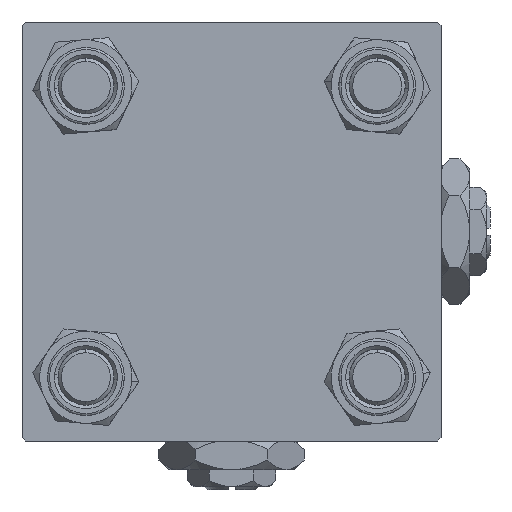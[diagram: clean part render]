
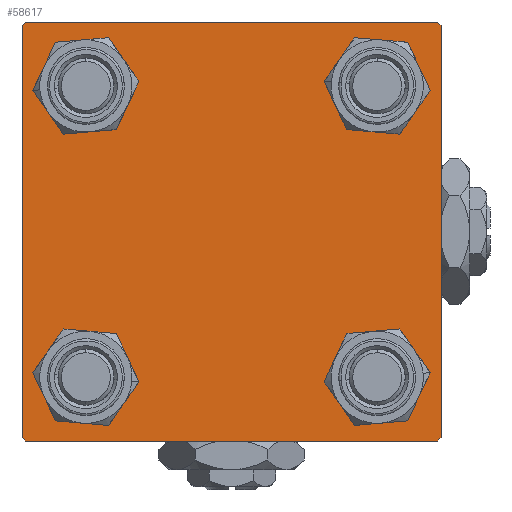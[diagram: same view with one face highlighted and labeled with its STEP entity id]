
A CAD part, left-side view. The second image highlights one B-rep face of the part: STEP entity #58617.
In plain terms, the highlighted planar face has unit normal (-1, 0, 0).
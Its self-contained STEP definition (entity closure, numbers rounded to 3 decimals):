
#91 = FACE_BOUND ( 'NONE', #50445, .T. ) ;
#727 = DIRECTION ( 'NONE',  ( 0., -1., 0. ) ) ;
#752 = CARTESIAN_POINT ( 'NONE',  ( 0., -20.85, 25.35 ) ) ;
#776 = ORIENTED_EDGE ( 'NONE', *, *, #58599, .T. ) ;
#1021 = LINE ( 'NONE', #30980, #5653 ) ;
#1259 = ORIENTED_EDGE ( 'NONE', *, *, #21673, .T. ) ;
#1403 = DIRECTION ( 'NONE',  ( 0., 0., 1. ) ) ;
#1476 = DIRECTION ( 'NONE',  ( 0., 0., 1. ) ) ;
#1517 = CARTESIAN_POINT ( 'NONE',  ( 0., -29.5, 30. ) ) ;
#1572 = AXIS2_PLACEMENT_3D ( 'NONE', #28643, #46836, #1476 ) ;
#2234 = CIRCLE ( 'NONE', #56584, 4.5 ) ;
#2405 = AXIS2_PLACEMENT_3D ( 'NONE', #50820, #55886, #41864 ) ;
#3186 = VERTEX_POINT ( 'NONE', #27060 ) ;
#3525 = VERTEX_POINT ( 'NONE', #8784 ) ;
#4036 = ORIENTED_EDGE ( 'NONE', *, *, #43432, .T. ) ;
#5253 = VECTOR ( 'NONE', #51511, 1000. ) ;
#5306 = LINE ( 'NONE', #23217, #36065 ) ;
#5363 = CARTESIAN_POINT ( 'NONE',  ( 0., -20.85, 20.85 ) ) ;
#5520 = CARTESIAN_POINT ( 'NONE',  ( 0., 30., -29.5 ) ) ;
#5653 = VECTOR ( 'NONE', #727, 1000. ) ;
#5906 = CARTESIAN_POINT ( 'NONE',  ( 0., 29.75, -29.75 ) ) ;
#5985 = EDGE_CURVE ( 'NONE', #35631, #53756, #35252, .T. ) ;
#6061 = PLANE ( 'NONE',  #28135 ) ;
#6350 = VERTEX_POINT ( 'NONE', #9211 ) ;
#7013 = CIRCLE ( 'NONE', #26055, 4.5 ) ;
#7354 = CARTESIAN_POINT ( 'NONE',  ( 0., 30., 29.5 ) ) ;
#7521 = CIRCLE ( 'NONE', #14177, 4.5 ) ;
#8055 = CARTESIAN_POINT ( 'NONE',  ( 0., 30., 30. ) ) ;
#8229 = DIRECTION ( 'NONE',  ( 1., 0., 0. ) ) ;
#8565 = EDGE_LOOP ( 'NONE', ( #776, #26126 ) ) ;
#8784 = CARTESIAN_POINT ( 'NONE',  ( 0., 20.85, 25.35 ) ) ;
#9211 = CARTESIAN_POINT ( 'NONE',  ( 0., -30., 29.5 ) ) ;
#9454 = CARTESIAN_POINT ( 'NONE',  ( 0., 29.5, 30. ) ) ;
#9947 = CARTESIAN_POINT ( 'NONE',  ( 0., 0., 0. ) ) ;
#10026 = EDGE_CURVE ( 'NONE', #27262, #45223, #48938, .T. ) ;
#10239 = ORIENTED_EDGE ( 'NONE', *, *, #5985, .F. ) ;
#10241 = DIRECTION ( 'NONE',  ( 0., 0., 1. ) ) ;
#10508 = VERTEX_POINT ( 'NONE', #18423 ) ;
#11693 = DIRECTION ( 'NONE',  ( 0., -1., 0. ) ) ;
#12512 = CARTESIAN_POINT ( 'NONE',  ( 0., 20.85, 16.35 ) ) ;
#12527 = VERTEX_POINT ( 'NONE', #752 ) ;
#12837 = CARTESIAN_POINT ( 'NONE',  ( 0., -20.85, 16.35 ) ) ;
#13610 = VECTOR ( 'NONE', #11693, 1000. ) ;
#13657 = EDGE_CURVE ( 'NONE', #35631, #27262, #46744, .T. ) ;
#14177 = AXIS2_PLACEMENT_3D ( 'NONE', #23506, #47359, #1403 ) ;
#14573 = LINE ( 'NONE', #5906, #21527 ) ;
#14595 = AXIS2_PLACEMENT_3D ( 'NONE', #44170, #49536, #16428 ) ;
#14645 = CARTESIAN_POINT ( 'NONE',  ( 0., -30., -29.5 ) ) ;
#14733 = FACE_OUTER_BOUND ( 'NONE', #42691, .T. ) ;
#14772 = CIRCLE ( 'NONE', #2405, 4.5 ) ;
#16428 = DIRECTION ( 'NONE',  ( 0., 0., 1. ) ) ;
#17519 = ORIENTED_EDGE ( 'NONE', *, *, #54422, .T. ) ;
#18312 = FACE_BOUND ( 'NONE', #39061, .T. ) ;
#18423 = CARTESIAN_POINT ( 'NONE',  ( 0., -20.85, -16.35 ) ) ;
#19038 = CARTESIAN_POINT ( 'NONE',  ( 0., -30., 30. ) ) ;
#19240 = EDGE_CURVE ( 'NONE', #6350, #22786, #56026, .T. ) ;
#19256 = EDGE_CURVE ( 'NONE', #45223, #34114, #14573, .T. ) ;
#20247 = ORIENTED_EDGE ( 'NONE', *, *, #13657, .T. ) ;
#21527 = VECTOR ( 'NONE', #32761, 1000. ) ;
#21539 = CARTESIAN_POINT ( 'NONE',  ( 0., 30., 30. ) ) ;
#21617 = EDGE_CURVE ( 'NONE', #12527, #53869, #46360, .T. ) ;
#21673 = EDGE_CURVE ( 'NONE', #3186, #40397, #41574, .T. ) ;
#22786 = VERTEX_POINT ( 'NONE', #14645 ) ;
#23217 = CARTESIAN_POINT ( 'NONE',  ( 0., -29.75, 29.75 ) ) ;
#23506 = CARTESIAN_POINT ( 'NONE',  ( 0., -20.85, 20.85 ) ) ;
#23677 = VERTEX_POINT ( 'NONE', #12512 ) ;
#23714 = CARTESIAN_POINT ( 'NONE',  ( 0., 20.85, 20.85 ) ) ;
#23804 = ORIENTED_EDGE ( 'NONE', *, *, #32308, .T. ) ;
#24016 = ORIENTED_EDGE ( 'NONE', *, *, #21617, .T. ) ;
#24068 = ORIENTED_EDGE ( 'NONE', *, *, #10026, .T. ) ;
#24070 = CARTESIAN_POINT ( 'NONE',  ( 0., -20.85, -20.85 ) ) ;
#24409 = DIRECTION ( 'NONE',  ( 0., 0.707, 0.707 ) ) ;
#24883 = DIRECTION ( 'NONE',  ( 1., 0., 0. ) ) ;
#26055 = AXIS2_PLACEMENT_3D ( 'NONE', #34201, #8229, #39845 ) ;
#26126 = ORIENTED_EDGE ( 'NONE', *, *, #49377, .T. ) ;
#26265 = DIRECTION ( 'NONE',  ( 0., 0., -1. ) ) ;
#26665 = ORIENTED_EDGE ( 'NONE', *, *, #29082, .T. ) ;
#27060 = CARTESIAN_POINT ( 'NONE',  ( 0., 20.85, -16.35 ) ) ;
#27262 = VERTEX_POINT ( 'NONE', #7354 ) ;
#28135 = AXIS2_PLACEMENT_3D ( 'NONE', #9947, #32922, #10241 ) ;
#28643 = CARTESIAN_POINT ( 'NONE',  ( 0., 20.85, -20.85 ) ) ;
#28789 = VERTEX_POINT ( 'NONE', #33131 ) ;
#28975 = CARTESIAN_POINT ( 'NONE',  ( 0., 29.5, -30. ) ) ;
#29000 = LINE ( 'NONE', #32574, #47776 ) ;
#29082 = EDGE_CURVE ( 'NONE', #6350, #53756, #5306, .T. ) ;
#30980 = CARTESIAN_POINT ( 'NONE',  ( 0., 30., -30. ) ) ;
#31572 = EDGE_CURVE ( 'NONE', #53869, #12527, #7521, .T. ) ;
#32308 = EDGE_CURVE ( 'NONE', #34114, #57575, #1021, .T. ) ;
#32574 = CARTESIAN_POINT ( 'NONE',  ( 0., -29.75, -29.75 ) ) ;
#32761 = DIRECTION ( 'NONE',  ( 0., -0.707, -0.707 ) ) ;
#32768 = VECTOR ( 'NONE', #26265, 1000. ) ;
#32922 = DIRECTION ( 'NONE',  ( -1., 0., 0. ) ) ;
#32938 = VECTOR ( 'NONE', #46781, 1000. ) ;
#33131 = CARTESIAN_POINT ( 'NONE',  ( 0., -20.85, -25.35 ) ) ;
#34114 = VERTEX_POINT ( 'NONE', #28975 ) ;
#34201 = CARTESIAN_POINT ( 'NONE',  ( 0., -20.85, -20.85 ) ) ;
#35252 = LINE ( 'NONE', #21539, #13610 ) ;
#35631 = VERTEX_POINT ( 'NONE', #9454 ) ;
#36065 = VECTOR ( 'NONE', #24409, 1000. ) ;
#37391 = FACE_BOUND ( 'NONE', #8565, .T. ) ;
#39061 = EDGE_LOOP ( 'NONE', ( #1259, #54255 ) ) ;
#39845 = DIRECTION ( 'NONE',  ( 0., 0., 1. ) ) ;
#40397 = VERTEX_POINT ( 'NONE', #42115 ) ;
#41279 = CIRCLE ( 'NONE', #56542, 4.5 ) ;
#41574 = CIRCLE ( 'NONE', #1572, 4.5 ) ;
#41864 = DIRECTION ( 'NONE',  ( 0., 0., 1. ) ) ;
#42115 = CARTESIAN_POINT ( 'NONE',  ( 0., 20.85, -25.35 ) ) ;
#42264 = CARTESIAN_POINT ( 'NONE',  ( 0., 29.75, 29.75 ) ) ;
#42691 = EDGE_LOOP ( 'NONE', ( #24068, #48854, #23804, #4036, #45968, #26665, #10239, #20247 ) ) ;
#42847 = DIRECTION ( 'NONE',  ( 0., 0., 1. ) ) ;
#43432 = EDGE_CURVE ( 'NONE', #57575, #22786, #29000, .T. ) ;
#43835 = ORIENTED_EDGE ( 'NONE', *, *, #31572, .T. ) ;
#44170 = CARTESIAN_POINT ( 'NONE',  ( 0., 20.85, -20.85 ) ) ;
#45223 = VERTEX_POINT ( 'NONE', #5520 ) ;
#45324 = EDGE_LOOP ( 'NONE', ( #24016, #43835 ) ) ;
#45968 = ORIENTED_EDGE ( 'NONE', *, *, #19240, .F. ) ;
#46360 = CIRCLE ( 'NONE', #51122, 4.5 ) ;
#46744 = LINE ( 'NONE', #42264, #5253 ) ;
#46781 = DIRECTION ( 'NONE',  ( 0., 0., -1. ) ) ;
#46836 = DIRECTION ( 'NONE',  ( 1., 0., 0. ) ) ;
#47359 = DIRECTION ( 'NONE',  ( 1., 0., 0. ) ) ;
#47776 = VECTOR ( 'NONE', #55547, 1000. ) ;
#48117 = ORIENTED_EDGE ( 'NONE', *, *, #49238, .T. ) ;
#48619 = EDGE_CURVE ( 'NONE', #40397, #3186, #54622, .T. ) ;
#48854 = ORIENTED_EDGE ( 'NONE', *, *, #19256, .T. ) ;
#48938 = LINE ( 'NONE', #8055, #32768 ) ;
#49238 = EDGE_CURVE ( 'NONE', #10508, #28789, #7013, .T. ) ;
#49377 = EDGE_CURVE ( 'NONE', #23677, #3525, #41279, .T. ) ;
#49536 = DIRECTION ( 'NONE',  ( 1., 0., 0. ) ) ;
#50445 = EDGE_LOOP ( 'NONE', ( #48117, #17519 ) ) ;
#50653 = CARTESIAN_POINT ( 'NONE',  ( 0., -29.5, -30. ) ) ;
#50820 = CARTESIAN_POINT ( 'NONE',  ( 0., 20.85, 20.85 ) ) ;
#51122 = AXIS2_PLACEMENT_3D ( 'NONE', #5363, #56363, #56077 ) ;
#51508 = DIRECTION ( 'NONE',  ( 1., 0., 0. ) ) ;
#51511 = DIRECTION ( 'NONE',  ( 0., 0.707, -0.707 ) ) ;
#51736 = DIRECTION ( 'NONE',  ( 0., 0., 1. ) ) ;
#53756 = VERTEX_POINT ( 'NONE', #1517 ) ;
#53869 = VERTEX_POINT ( 'NONE', #12837 ) ;
#54255 = ORIENTED_EDGE ( 'NONE', *, *, #48619, .T. ) ;
#54422 = EDGE_CURVE ( 'NONE', #28789, #10508, #2234, .T. ) ;
#54622 = CIRCLE ( 'NONE', #14595, 4.5 ) ;
#55547 = DIRECTION ( 'NONE',  ( 0., -0.707, 0.707 ) ) ;
#55591 = FACE_BOUND ( 'NONE', #45324, .T. ) ;
#55886 = DIRECTION ( 'NONE',  ( 1., 0., 0. ) ) ;
#56026 = LINE ( 'NONE', #19038, #32938 ) ;
#56077 = DIRECTION ( 'NONE',  ( 0., 0., 1. ) ) ;
#56363 = DIRECTION ( 'NONE',  ( 1., 0., 0. ) ) ;
#56542 = AXIS2_PLACEMENT_3D ( 'NONE', #23714, #24883, #51736 ) ;
#56584 = AXIS2_PLACEMENT_3D ( 'NONE', #24070, #51508, #42847 ) ;
#57575 = VERTEX_POINT ( 'NONE', #50653 ) ;
#58599 = EDGE_CURVE ( 'NONE', #3525, #23677, #14772, .T. ) ;
#58617 = ADVANCED_FACE ( 'NONE', ( #55591, #91, #18312, #37391, #14733 ), #6061, .T. ) ;
